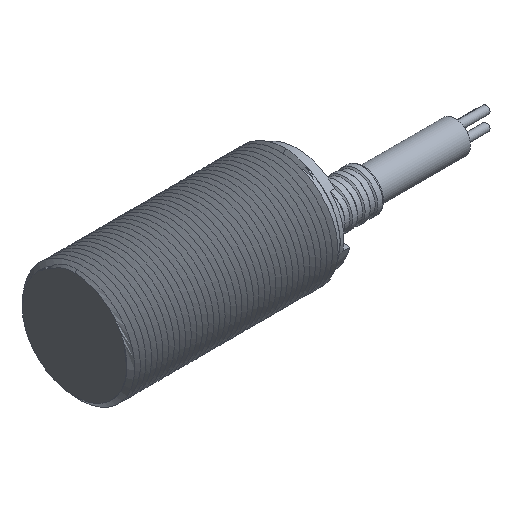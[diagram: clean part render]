
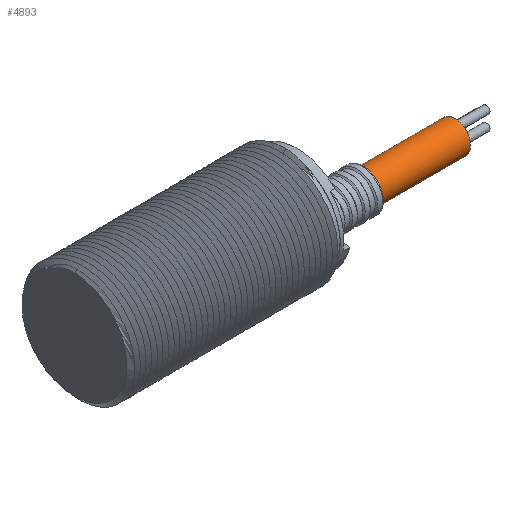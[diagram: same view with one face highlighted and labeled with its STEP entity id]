
A CAD part, isometric view. The second image highlights one B-rep face of the part: STEP entity #4893.
In plain terms, the highlighted free-form (B-spline) face has degree [2, 1] with [7, 2] control points.
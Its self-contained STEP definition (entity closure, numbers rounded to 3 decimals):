
#4788 = B_SPLINE_SURFACE_WITH_KNOTS('',1,1,(
    (#4789,#4790)
    ,(#4791,#4792
    )),.UNSPECIFIED.,.F.,.F.,.F.,(2,2),(2,2),(-1.,2.),(-1.,2.),
  .PIECEWISE_BEZIER_KNOTS.);
#4789 = CARTESIAN_POINT('',(46.11,-8.911,-11.533));
#4790 = CARTESIAN_POINT('',(46.11,-8.911,6.467));
#4791 = CARTESIAN_POINT('',(46.11,9.089,-11.533));
#4792 = CARTESIAN_POINT('',(46.11,9.089,6.467));
#4830 = EDGE_CURVE('',#4831,#4831,#4833,.T.);
#4831 = VERTEX_POINT('',#4832);
#4832 = CARTESIAN_POINT('',(46.11,2.589,-2.533));
#4833 = SURFACE_CURVE('',#4834,(#4842,#4871),.PCURVE_S1.);
#4834 = ( BOUNDED_CURVE() B_SPLINE_CURVE(2,(#4835,#4836,#4837,#4838,
#4839,#4840,#4841),.UNSPECIFIED.,.T.,.F.) B_SPLINE_CURVE_WITH_KNOTS((1,2
    ,2,2,2,1),(-0.333,0.,0.333,0.667,1.,
1.333),.UNSPECIFIED.) CURVE() GEOMETRIC_REPRESENTATION_ITEM() 
RATIONAL_B_SPLINE_CURVE((1.,0.5,1.,0.5,1.,0.5,1.)) REPRESENTATION_ITEM(
  '') );
#4835 = CARTESIAN_POINT('',(46.11,2.589,-2.533));
#4836 = CARTESIAN_POINT('',(46.11,2.589,-6.864));
#4837 = CARTESIAN_POINT('',(46.11,-1.161,-4.698));
#4838 = CARTESIAN_POINT('',(46.11,-4.911,-2.533));
#4839 = CARTESIAN_POINT('',(46.11,-1.161,-0.368));
#4840 = CARTESIAN_POINT('',(46.11,2.589,1.797));
#4841 = CARTESIAN_POINT('',(46.11,2.589,-2.533));
#4842 = PCURVE('',#4788,#4843);
#4843 = DEFINITIONAL_REPRESENTATION('',(#4844),#4870);
#4844 = B_SPLINE_CURVE_WITH_KNOTS('',3,(#4845,#4846,#4847,#4848,#4849,
    #4850,#4851,#4852,#4853,#4854,#4855,#4856,#4857,#4858,#4859,#4860,
    #4861,#4862,#4863,#4864,#4865,#4866,#4867,#4868,#4869),
  .UNSPECIFIED.,.T.,.F.,(4,1,1,1,1,1,1,1,1,1,1,1,1,1,1,1,1,1,1,1,1,1,4),
  (0.,0.045,0.091,0.136,
    0.182,0.227,0.273,0.318,
    0.364,0.409,0.455,0.5,0.545,
    0.591,0.636,0.682,0.727,
    0.773,0.818,0.864,0.909,
    0.955,1.),.QUASI_UNIFORM_KNOTS.);
#4845 = CARTESIAN_POINT('',(0.917,0.5));
#4846 = CARTESIAN_POINT('',(0.917,0.468));
#4847 = CARTESIAN_POINT('',(0.909,0.397));
#4848 = CARTESIAN_POINT('',(0.865,0.286));
#4849 = CARTESIAN_POINT('',(0.784,0.186));
#4850 = CARTESIAN_POINT('',(0.672,0.113));
#4851 = CARTESIAN_POINT('',(0.545,0.079));
#4852 = CARTESIAN_POINT('',(0.422,0.085));
#4853 = CARTESIAN_POINT('',(0.318,0.121));
#4854 = CARTESIAN_POINT('',(0.235,0.173));
#4855 = CARTESIAN_POINT('',(0.155,0.256));
#4856 = CARTESIAN_POINT('',(0.098,0.369));
#4857 = CARTESIAN_POINT('',(0.076,0.5));
#4858 = CARTESIAN_POINT('',(0.098,0.631));
#4859 = CARTESIAN_POINT('',(0.155,0.744));
#4860 = CARTESIAN_POINT('',(0.235,0.827));
#4861 = CARTESIAN_POINT('',(0.318,0.879));
#4862 = CARTESIAN_POINT('',(0.422,0.915));
#4863 = CARTESIAN_POINT('',(0.545,0.921));
#4864 = CARTESIAN_POINT('',(0.672,0.887));
#4865 = CARTESIAN_POINT('',(0.784,0.814));
#4866 = CARTESIAN_POINT('',(0.865,0.714));
#4867 = CARTESIAN_POINT('',(0.909,0.603));
#4868 = CARTESIAN_POINT('',(0.917,0.532));
#4869 = CARTESIAN_POINT('',(0.917,0.5));
#4870 = ( GEOMETRIC_REPRESENTATION_CONTEXT(2) 
PARAMETRIC_REPRESENTATION_CONTEXT() REPRESENTATION_CONTEXT('2D SPACE',''
  ) );
#4871 = PCURVE('',#4872,#4887);
#4872 = ( BOUNDED_SURFACE() B_SPLINE_SURFACE(2,1,(
    (#4873,#4874)
    ,(#4875,#4876)
    ,(#4877,#4878)
    ,(#4879,#4880)
    ,(#4881,#4882)
    ,(#4883,#4884)
    ,(#4885,#4886
)),.UNSPECIFIED.,.T.,.F.,.F.) B_SPLINE_SURFACE_WITH_KNOTS((1,2,2,2,2,1),
  (2,2),(-0.333,0.,0.333,0.667,1.,
    1.333),(0.,0.558),.UNSPECIFIED.) 
GEOMETRIC_REPRESENTATION_ITEM() RATIONAL_B_SPLINE_SURFACE((
    (1.,1.)
    ,(0.5,0.5)
    ,(1.,1.)
    ,(0.5,0.5)
    ,(1.,1.)
    ,(0.5,0.5)
,(1.,1.))) REPRESENTATION_ITEM('') SURFACE() );
#4873 = CARTESIAN_POINT('',(46.11,2.589,-2.533));
#4874 = CARTESIAN_POINT('',(60.61,2.589,-2.533));
#4875 = CARTESIAN_POINT('',(46.11,2.589,1.797));
#4876 = CARTESIAN_POINT('',(60.61,2.589,1.797));
#4877 = CARTESIAN_POINT('',(46.11,-1.161,-0.368));
#4878 = CARTESIAN_POINT('',(60.61,-1.161,-0.368));
#4879 = CARTESIAN_POINT('',(46.11,-4.911,-2.533));
#4880 = CARTESIAN_POINT('',(60.61,-4.911,-2.533));
#4881 = CARTESIAN_POINT('',(46.11,-1.161,-4.698));
#4882 = CARTESIAN_POINT('',(60.61,-1.161,-4.698));
#4883 = CARTESIAN_POINT('',(46.11,2.589,-6.864));
#4884 = CARTESIAN_POINT('',(60.61,2.589,-6.864));
#4885 = CARTESIAN_POINT('',(46.11,2.589,-2.533));
#4886 = CARTESIAN_POINT('',(60.61,2.589,-2.533));
#4887 = DEFINITIONAL_REPRESENTATION('',(#4888),#4892);
#4888 = LINE('',#4889,#4890);
#4889 = CARTESIAN_POINT('',(1.,0.));
#4890 = VECTOR('',#4891,1.);
#4891 = DIRECTION('',(-1.,0.));
#4892 = ( GEOMETRIC_REPRESENTATION_CONTEXT(2) 
PARAMETRIC_REPRESENTATION_CONTEXT() REPRESENTATION_CONTEXT('2D SPACE',''
  ) );
#4893 = ADVANCED_FACE('',(#4894),#4872,.T.);
#4894 = FACE_BOUND('',#4895,.T.);
#4895 = EDGE_LOOP('',(#4896,#4950,#4970,#4971));
#4896 = ORIENTED_EDGE('',*,*,#4897,.T.);
#4897 = EDGE_CURVE('',#4898,#4898,#4900,.T.);
#4898 = VERTEX_POINT('',#4899);
#4899 = CARTESIAN_POINT('',(60.61,2.589,-2.533));
#4900 = SURFACE_CURVE('',#4901,(#4909,#4916),.PCURVE_S1.);
#4901 = ( BOUNDED_CURVE() B_SPLINE_CURVE(2,(#4902,#4903,#4904,#4905,
#4906,#4907,#4908),.UNSPECIFIED.,.T.,.F.) B_SPLINE_CURVE_WITH_KNOTS((1,2
    ,2,2,2,1),(-0.333,0.,0.333,0.667,1.,
1.333),.UNSPECIFIED.) CURVE() GEOMETRIC_REPRESENTATION_ITEM() 
RATIONAL_B_SPLINE_CURVE((1.,0.5,1.,0.5,1.,0.5,1.)) REPRESENTATION_ITEM(
  '') );
#4902 = CARTESIAN_POINT('',(60.61,2.589,-2.533));
#4903 = CARTESIAN_POINT('',(60.61,2.589,-6.864));
#4904 = CARTESIAN_POINT('',(60.61,-1.161,-4.698));
#4905 = CARTESIAN_POINT('',(60.61,-4.911,-2.533));
#4906 = CARTESIAN_POINT('',(60.61,-1.161,-0.368));
#4907 = CARTESIAN_POINT('',(60.61,2.589,1.797));
#4908 = CARTESIAN_POINT('',(60.61,2.589,-2.533));
#4909 = PCURVE('',#4872,#4910);
#4910 = DEFINITIONAL_REPRESENTATION('',(#4911),#4915);
#4911 = LINE('',#4912,#4913);
#4912 = CARTESIAN_POINT('',(1.,0.558));
#4913 = VECTOR('',#4914,1.);
#4914 = DIRECTION('',(-1.,0.));
#4915 = ( GEOMETRIC_REPRESENTATION_CONTEXT(2) 
PARAMETRIC_REPRESENTATION_CONTEXT() REPRESENTATION_CONTEXT('2D SPACE',''
  ) );
#4916 = PCURVE('',#4917,#4922);
#4917 = B_SPLINE_SURFACE_WITH_KNOTS('',1,1,(
    (#4918,#4919)
    ,(#4920,#4921
    )),.UNSPECIFIED.,.F.,.F.,.F.,(2,2),(2,2),(0.,1.),(0.,1.),
  .PIECEWISE_BEZIER_KNOTS.);
#4918 = CARTESIAN_POINT('',(60.61,-6.974,3.659));
#4919 = CARTESIAN_POINT('',(60.61,5.41,3.659));
#4920 = CARTESIAN_POINT('',(60.61,-6.974,-8.726));
#4921 = CARTESIAN_POINT('',(60.61,5.41,-8.726));
#4922 = DEFINITIONAL_REPRESENTATION('',(#4923),#4949);
#4923 = B_SPLINE_CURVE_WITH_KNOTS('',3,(#4924,#4925,#4926,#4927,#4928,
    #4929,#4930,#4931,#4932,#4933,#4934,#4935,#4936,#4937,#4938,#4939,
    #4940,#4941,#4942,#4943,#4944,#4945,#4946,#4947,#4948),
  .UNSPECIFIED.,.T.,.F.,(4,1,1,1,1,1,1,1,1,1,1,1,1,1,1,1,1,1,1,1,1,1,4),
  (0.,0.045,0.091,0.136,
    0.182,0.227,0.273,0.318,
    0.364,0.409,0.455,0.5,0.545,
    0.591,0.636,0.682,0.727,
    0.773,0.818,0.864,0.909,
    0.955,1.),.QUASI_UNIFORM_KNOTS.);
#4924 = CARTESIAN_POINT('',(0.5,0.772));
#4925 = CARTESIAN_POINT('',(0.516,0.772));
#4926 = CARTESIAN_POINT('',(0.55,0.768));
#4927 = CARTESIAN_POINT('',(0.604,0.747));
#4928 = CARTESIAN_POINT('',(0.652,0.708));
#4929 = CARTESIAN_POINT('',(0.688,0.654));
#4930 = CARTESIAN_POINT('',(0.704,0.592));
#4931 = CARTESIAN_POINT('',(0.701,0.533));
#4932 = CARTESIAN_POINT('',(0.684,0.482));
#4933 = CARTESIAN_POINT('',(0.658,0.442));
#4934 = CARTESIAN_POINT('',(0.618,0.403));
#4935 = CARTESIAN_POINT('',(0.564,0.375));
#4936 = CARTESIAN_POINT('',(0.5,0.365));
#4937 = CARTESIAN_POINT('',(0.436,0.375));
#4938 = CARTESIAN_POINT('',(0.382,0.403));
#4939 = CARTESIAN_POINT('',(0.342,0.442));
#4940 = CARTESIAN_POINT('',(0.316,0.482));
#4941 = CARTESIAN_POINT('',(0.299,0.533));
#4942 = CARTESIAN_POINT('',(0.296,0.592));
#4943 = CARTESIAN_POINT('',(0.312,0.654));
#4944 = CARTESIAN_POINT('',(0.348,0.708));
#4945 = CARTESIAN_POINT('',(0.396,0.747));
#4946 = CARTESIAN_POINT('',(0.45,0.768));
#4947 = CARTESIAN_POINT('',(0.484,0.772));
#4948 = CARTESIAN_POINT('',(0.5,0.772));
#4949 = ( GEOMETRIC_REPRESENTATION_CONTEXT(2) 
PARAMETRIC_REPRESENTATION_CONTEXT() REPRESENTATION_CONTEXT('2D SPACE',''
  ) );
#4950 = ORIENTED_EDGE('',*,*,#4951,.T.);
#4951 = EDGE_CURVE('',#4898,#4831,#4952,.T.);
#4952 = SEAM_CURVE('',#4953,(#4956,#4963),.PCURVE_S1.);
#4953 = B_SPLINE_CURVE_WITH_KNOTS('',1,(#4954,#4955),.UNSPECIFIED.,.F.,
  .F.,(2,2),(0.442,1.),.PIECEWISE_BEZIER_KNOTS.);
#4954 = CARTESIAN_POINT('',(60.61,2.589,-2.533));
#4955 = CARTESIAN_POINT('',(46.11,2.589,-2.533));
#4956 = PCURVE('',#4872,#4957);
#4957 = DEFINITIONAL_REPRESENTATION('',(#4958),#4962);
#4958 = LINE('',#4959,#4960);
#4959 = CARTESIAN_POINT('',(0.,1.));
#4960 = VECTOR('',#4961,1.);
#4961 = DIRECTION('',(0.,-1.));
#4962 = ( GEOMETRIC_REPRESENTATION_CONTEXT(2) 
PARAMETRIC_REPRESENTATION_CONTEXT() REPRESENTATION_CONTEXT('2D SPACE',''
  ) );
#4963 = PCURVE('',#4872,#4964);
#4964 = DEFINITIONAL_REPRESENTATION('',(#4965),#4969);
#4965 = LINE('',#4966,#4967);
#4966 = CARTESIAN_POINT('',(1.,1.));
#4967 = VECTOR('',#4968,1.);
#4968 = DIRECTION('',(0.,-1.));
#4969 = ( GEOMETRIC_REPRESENTATION_CONTEXT(2) 
PARAMETRIC_REPRESENTATION_CONTEXT() REPRESENTATION_CONTEXT('2D SPACE',''
  ) );
#4970 = ORIENTED_EDGE('',*,*,#4830,.F.);
#4971 = ORIENTED_EDGE('',*,*,#4951,.F.);
